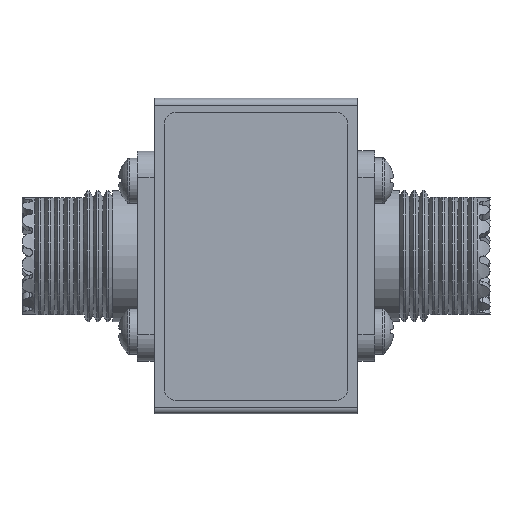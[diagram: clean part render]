
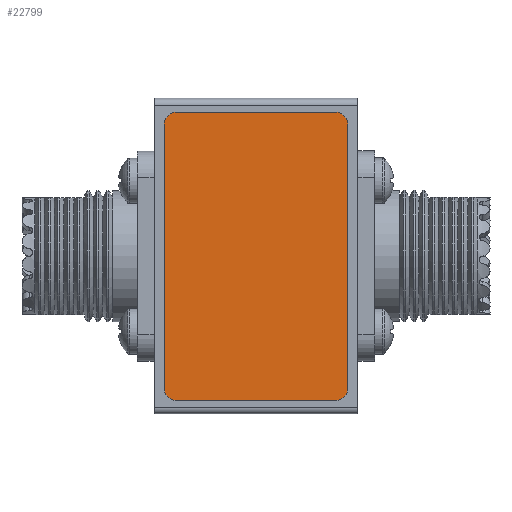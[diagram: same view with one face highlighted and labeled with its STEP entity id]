
A CAD part, front view. The second image highlights one B-rep face of the part: STEP entity #22799.
In plain terms, the highlighted face is planar.
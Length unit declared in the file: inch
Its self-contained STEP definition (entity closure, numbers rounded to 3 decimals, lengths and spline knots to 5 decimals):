
#396 = DIRECTION ( 'NONE',  ( 0., 0., 1. ) ) ;
#563 = LINE ( 'NONE', #7074, #21224 ) ;
#1110 = ORIENTED_EDGE ( 'NONE', *, *, #13401, .T. ) ;
#1133 = AXIS2_PLACEMENT_3D ( 'NONE', #13073, #9382, #14697 ) ;
#1481 = ORIENTED_EDGE ( 'NONE', *, *, #20965, .T. ) ;
#1595 = AXIS2_PLACEMENT_3D ( 'NONE', #7906, #396, #3970 ) ;
#2474 = VERTEX_POINT ( 'NONE', #9149 ) ;
#2715 = VERTEX_POINT ( 'NONE', #17798 ) ;
#2882 = CARTESIAN_POINT ( 'NONE',  ( 0.625, 0.375, 0.005 ) ) ;
#3158 = EDGE_CURVE ( 'NONE', #2474, #2715, #18473, .T. ) ;
#3230 = CARTESIAN_POINT ( 'NONE',  ( 0.6875, -0.375, 0.005 ) ) ;
#3746 = ORIENTED_EDGE ( 'NONE', *, *, #20617, .T. ) ;
#3970 = DIRECTION ( 'NONE',  ( -1., 0., 0. ) ) ;
#4525 = VERTEX_POINT ( 'NONE', #21911 ) ;
#4966 = LINE ( 'NONE', #3230, #12227 ) ;
#5224 = DIRECTION ( 'NONE',  ( -1., 0., 0. ) ) ;
#5288 = ORIENTED_EDGE ( 'NONE', *, *, #3158, .T. ) ;
#5358 = CARTESIAN_POINT ( 'NONE',  ( 0.625, 0.4375, 0.005 ) ) ;
#6185 = DIRECTION ( 'NONE',  ( 0., 0., 1. ) ) ;
#6365 = CIRCLE ( 'NONE', #21304, 0.0625 ) ;
#7074 = CARTESIAN_POINT ( 'NONE',  ( -0.6875, -0.375, 0.005 ) ) ;
#7152 = CARTESIAN_POINT ( 'NONE',  ( 0.6875, -0.375, 0.005 ) ) ;
#7514 = CIRCLE ( 'NONE', #1133, 0.0625 ) ;
#7615 = VERTEX_POINT ( 'NONE', #17498 ) ;
#7776 = LINE ( 'NONE', #11438, #23503 ) ;
#7875 = VERTEX_POINT ( 'NONE', #14080 ) ;
#7906 = CARTESIAN_POINT ( 'NONE',  ( -0.625, -0.375, 0.005 ) ) ;
#8038 = DIRECTION ( 'NONE',  ( -1., 0., 0. ) ) ;
#8185 = ORIENTED_EDGE ( 'NONE', *, *, #20374, .T. ) ;
#8225 = AXIS2_PLACEMENT_3D ( 'NONE', #18166, #23742, #5224 ) ;
#8877 = ORIENTED_EDGE ( 'NONE', *, *, #14747, .T. ) ;
#8939 = DIRECTION ( 'NONE',  ( 0., -1., 0. ) ) ;
#8952 = VERTEX_POINT ( 'NONE', #11175 ) ;
#9149 = CARTESIAN_POINT ( 'NONE',  ( -0.625, 0.4375, 0.005 ) ) ;
#9382 = DIRECTION ( 'NONE',  ( 0., 0., 1. ) ) ;
#9593 = ORIENTED_EDGE ( 'NONE', *, *, #23163, .T. ) ;
#10823 = PLANE ( 'NONE',  #8225 ) ;
#11146 = EDGE_CURVE ( 'NONE', #7615, #7875, #22547, .T. ) ;
#11148 = VERTEX_POINT ( 'NONE', #7152 ) ;
#11175 = CARTESIAN_POINT ( 'NONE',  ( -0.6875, -0.375, 0.005 ) ) ;
#11438 = CARTESIAN_POINT ( 'NONE',  ( -0.625, 0.4375, 0.005 ) ) ;
#11656 = CARTESIAN_POINT ( 'NONE',  ( -0.625, 0.375, 0.005 ) ) ;
#11760 = FACE_OUTER_BOUND ( 'NONE', #12075, .T. ) ;
#12075 = EDGE_LOOP ( 'NONE', ( #9593, #16098, #8877, #1110, #3746, #1481, #5288, #8185 ) ) ;
#12227 = VECTOR ( 'NONE', #21749, 39.37008 ) ;
#13073 = CARTESIAN_POINT ( 'NONE',  ( 0.625, -0.375, 0.005 ) ) ;
#13401 = EDGE_CURVE ( 'NONE', #11148, #4525, #4966, .T. ) ;
#14080 = CARTESIAN_POINT ( 'NONE',  ( 0.625, -0.4375, 0.005 ) ) ;
#14697 = DIRECTION ( 'NONE',  ( 1., 0., 0. ) ) ;
#14747 = EDGE_CURVE ( 'NONE', #7875, #11148, #7514, .T. ) ;
#15014 = VECTOR ( 'NONE', #23494, 39.37008 ) ;
#16098 = ORIENTED_EDGE ( 'NONE', *, *, #11146, .T. ) ;
#16927 = DIRECTION ( 'NONE',  ( -1., 0., 0. ) ) ;
#17291 = DIRECTION ( 'NONE',  ( -1., 0., 0. ) ) ;
#17498 = CARTESIAN_POINT ( 'NONE',  ( -0.625, -0.4375, 0.005 ) ) ;
#17798 = CARTESIAN_POINT ( 'NONE',  ( -0.6875, 0.375, 0.005 ) ) ;
#18166 = CARTESIAN_POINT ( 'NONE',  ( -0.625, -0.375, 0.005 ) ) ;
#18238 = CARTESIAN_POINT ( 'NONE',  ( -0.625, -0.4375, 0.005 ) ) ;
#18405 = VERTEX_POINT ( 'NONE', #5358 ) ;
#18473 = CIRCLE ( 'NONE', #20894, 0.0625 ) ;
#19411 = DIRECTION ( 'NONE',  ( 0., 0., 1. ) ) ;
#20374 = EDGE_CURVE ( 'NONE', #2715, #8952, #563, .T. ) ;
#20617 = EDGE_CURVE ( 'NONE', #4525, #18405, #6365, .T. ) ;
#20894 = AXIS2_PLACEMENT_3D ( 'NONE', #11656, #19411, #17291 ) ;
#20965 = EDGE_CURVE ( 'NONE', #18405, #2474, #7776, .T. ) ;
#21224 = VECTOR ( 'NONE', #8939, 39.37008 ) ;
#21304 = AXIS2_PLACEMENT_3D ( 'NONE', #2882, #6185, #8038 ) ;
#21749 = DIRECTION ( 'NONE',  ( 0., 1., 0. ) ) ;
#21911 = CARTESIAN_POINT ( 'NONE',  ( 0.6875, 0.375, 0.005 ) ) ;
#21989 = CIRCLE ( 'NONE', #1595, 0.0625 ) ;
#22547 = LINE ( 'NONE', #18238, #15014 ) ;
#22799 = ADVANCED_FACE ( 'NONE', ( #11760 ), #10823, .F. ) ;
#23163 = EDGE_CURVE ( 'NONE', #8952, #7615, #21989, .T. ) ;
#23494 = DIRECTION ( 'NONE',  ( 1., 0., 0. ) ) ;
#23503 = VECTOR ( 'NONE', #16927, 39.37008 ) ;
#23742 = DIRECTION ( 'NONE',  ( 0., 0., -1. ) ) ;
